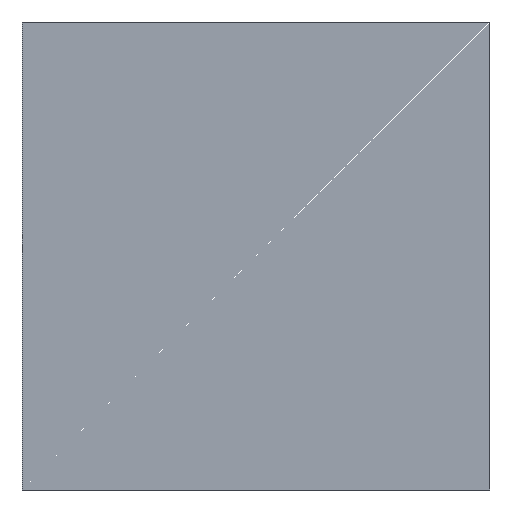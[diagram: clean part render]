
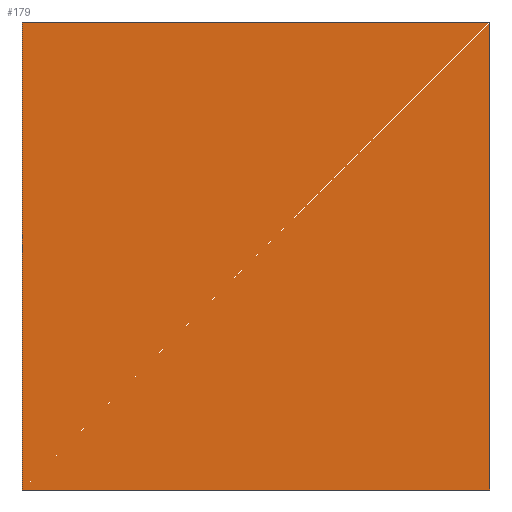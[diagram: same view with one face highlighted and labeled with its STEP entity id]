
A CAD part, front view. The second image highlights one B-rep face of the part: STEP entity #179.
In plain terms, the highlighted planar face has unit normal (0, -1, 0).
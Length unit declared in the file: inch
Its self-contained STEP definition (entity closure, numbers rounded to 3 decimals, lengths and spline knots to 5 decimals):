
#3 = DIRECTION ( 'NONE',  ( 0., 0., 1. ) ) ;
#17 = VECTOR ( 'NONE', #188, 39.37008 ) ;
#27 = ORIENTED_EDGE ( 'NONE', *, *, #198, .F. ) ;
#31 = EDGE_CURVE ( 'NONE', #217, #68, #144, .T. ) ;
#49 = FACE_OUTER_BOUND ( 'NONE', #163, .T. ) ;
#51 = LINE ( 'NONE', #232, #160 ) ;
#68 = VERTEX_POINT ( 'NONE', #238 ) ;
#69 = DIRECTION ( 'NONE',  ( 0., 0., -1. ) ) ;
#74 = CARTESIAN_POINT ( 'NONE',  ( 6., 0., 6. ) ) ;
#78 = CARTESIAN_POINT ( 'NONE',  ( -6., 0., -6. ) ) ;
#98 = EDGE_CURVE ( 'NONE', #68, #206, #240, .T. ) ;
#110 = DIRECTION ( 'NONE',  ( 0., 1., 0. ) ) ;
#113 = AXIS2_PLACEMENT_3D ( 'NONE', #226, #110, #3 ) ;
#118 = VECTOR ( 'NONE', #208, 39.37008 ) ;
#119 = ORIENTED_EDGE ( 'NONE', *, *, #135, .F. ) ;
#122 = CARTESIAN_POINT ( 'NONE',  ( -6., 0., 6. ) ) ;
#131 = PLANE ( 'NONE',  #113 ) ;
#135 = EDGE_CURVE ( 'NONE', #206, #219, #158, .T. ) ;
#139 = DIRECTION ( 'NONE',  ( -1., 0., 0. ) ) ;
#141 = CARTESIAN_POINT ( 'NONE',  ( 6., 0., -6. ) ) ;
#144 = LINE ( 'NONE', #122, #17 ) ;
#151 = ORIENTED_EDGE ( 'NONE', *, *, #31, .F. ) ;
#158 = LINE ( 'NONE', #169, #225 ) ;
#160 = VECTOR ( 'NONE', #139, 39.37008 ) ;
#163 = EDGE_LOOP ( 'NONE', ( #151, #27, #119, #237 ) ) ;
#169 = CARTESIAN_POINT ( 'NONE',  ( 6., 0., 6. ) ) ;
#179 = ADVANCED_FACE ( 'NONE', ( #49 ), #131, .F. ) ;
#188 = DIRECTION ( 'NONE',  ( 0., 0., 1. ) ) ;
#198 = EDGE_CURVE ( 'NONE', #219, #217, #51, .T. ) ;
#205 = CARTESIAN_POINT ( 'NONE',  ( 6., 0., 6. ) ) ;
#206 = VERTEX_POINT ( 'NONE', #74 ) ;
#208 = DIRECTION ( 'NONE',  ( 1., 0., 0. ) ) ;
#217 = VERTEX_POINT ( 'NONE', #78 ) ;
#219 = VERTEX_POINT ( 'NONE', #141 ) ;
#225 = VECTOR ( 'NONE', #69, 39.37008 ) ;
#226 = CARTESIAN_POINT ( 'NONE',  ( 0., 0., 0. ) ) ;
#232 = CARTESIAN_POINT ( 'NONE',  ( 6., 0., -6. ) ) ;
#237 = ORIENTED_EDGE ( 'NONE', *, *, #98, .F. ) ;
#238 = CARTESIAN_POINT ( 'NONE',  ( -6., 0., 6. ) ) ;
#240 = LINE ( 'NONE', #205, #118 ) ;
